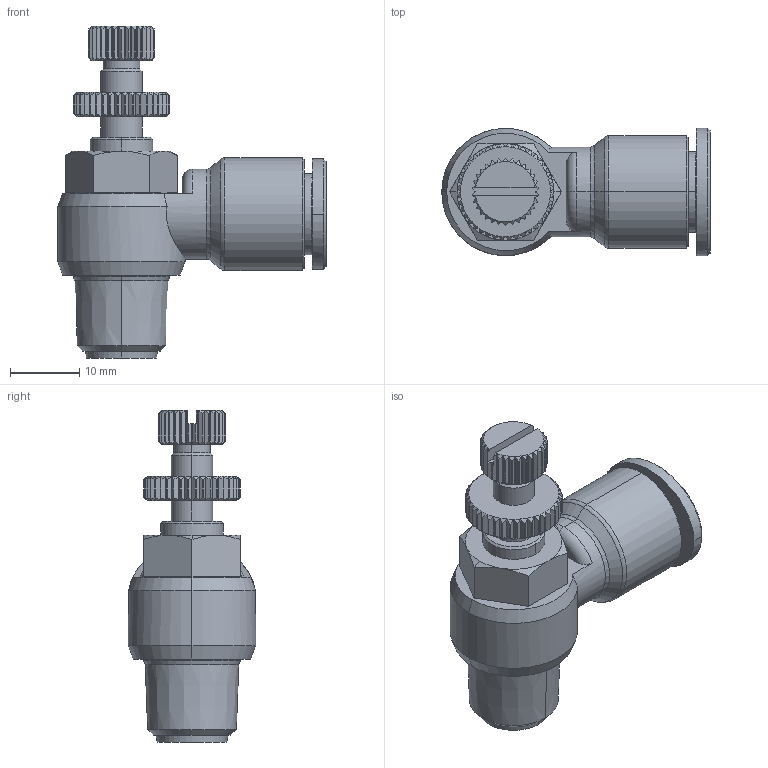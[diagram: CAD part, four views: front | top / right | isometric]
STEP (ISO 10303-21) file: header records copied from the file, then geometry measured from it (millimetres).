
FILE_DESCRIPTION((''),'2;1');
FILE_NAME('GNSE 1002(3D).stp','2012-12-17T11:36:05',(''),(''),'Mechanical Desktop.R8.0.24.0','Mechanical Desktop.R8.0.24.0',', , ');
FILE_SCHEMA(('CONFIG_CONTROL_DESIGN'));
Length unit declared in the file: millimetre
Products named in the file (2): GNSE 1002(3D); ºÎÇ°1
Assembly tree (1 placements, depth 2):
  GNSE 1002(3D)
    ºÎÇ°1
Bounding box: 38.8 x 18.5 x 48 mm (x, y, z)
Volume: 9138 mm3; surface area: 5051.1 mm2
Topology: 1 solids, 1 shells, 828 faces, 2206 edges, 1404 vertices
Faces by surface type: plane 543, cylinder 155, cone 116, bspline 10, torus 4
Entity records: 26283 total; most frequent: CARTESIAN_POINT 6546, ORIENTED_EDGE 4412, DIRECTION 3739, EDGE_CURVE 2206, VECTOR 1455, LINE 1455, VERTEX_POINT 1404, AXIS2_PLACEMENT_3D 1142
